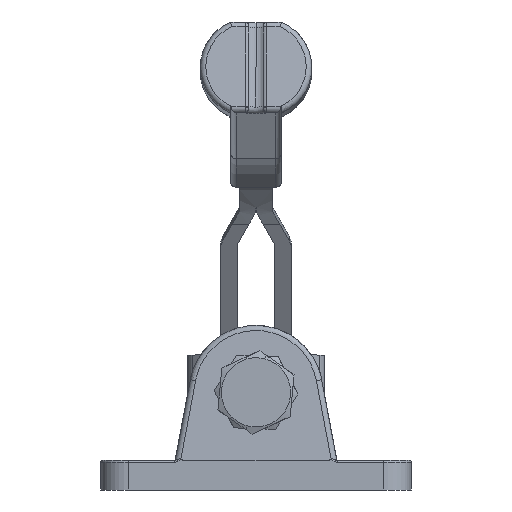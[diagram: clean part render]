
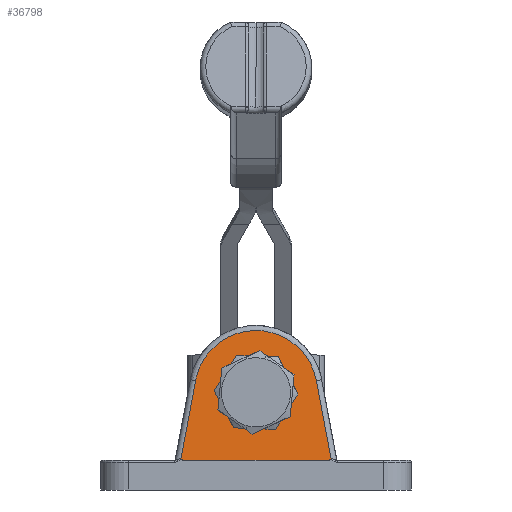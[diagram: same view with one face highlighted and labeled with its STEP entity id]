
A CAD part, left-side view. The second image highlights one B-rep face of the part: STEP entity #36798.
In plain terms, the highlighted planar face has unit normal (-0.996, 0, 0.087).
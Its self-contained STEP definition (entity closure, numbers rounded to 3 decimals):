
#5435 = CARTESIAN_POINT ( 'NONE',  ( 0.512, 27.8, 11.15 ) ) ;
#33408 = CARTESIAN_POINT ( 'NONE',  ( 1.623, 27.8, 23.85 ) ) ;
#33451 = CARTESIAN_POINT ( 'NONE',  ( 1.623, 27.8, 23.85 ) ) ;
#33452 = CARTESIAN_POINT ( 'NONE',  ( 1.623, 15.1, 23.85 ) ) ;
#33453 = CARTESIAN_POINT ( 'NONE',  ( 0.512, 15.1, 11.15 ) ) ;
#33454 = CARTESIAN_POINT ( 'NONE',  ( 0.512, 27.8, 11.15 ) ) ;
#33455 =( BOUNDED_CURVE ( )  B_SPLINE_CURVE ( 3, ( #33454, #33453, #33452, #33451 ),
 .UNSPECIFIED., .F., .T. ) 
 B_SPLINE_CURVE_WITH_KNOTS ( ( 4, 4 ),
 ( 0., 3.142 ),
 .UNSPECIFIED. ) 
 CURVE ( )  GEOMETRIC_REPRESENTATION_ITEM ( )  RATIONAL_B_SPLINE_CURVE ( ( 1., 0.333, 0.333, 1. ) ) 
 REPRESENTATION_ITEM ( '' )  );
#34136 = VERTEX_POINT ( 'NONE', #5435 ) ;
#34407 = CARTESIAN_POINT ( 'NONE',  ( 0., 55.6, 5.3 ) ) ;
#34408 = PLANE ( 'NONE',  #34409 ) ;
#34409 = AXIS2_PLACEMENT_3D ( 'NONE', #34407, #34428, #34427 ) ;
#34410 = FACE_BOUND ( 'NONE', #36871, .T. ) ;
#34411 = FACE_OUTER_BOUND ( 'NONE', #36800, .T. ) ;
#34423 = CARTESIAN_POINT ( 'NONE',  ( 0.018, 41.114, 5.504 ) ) ;
#34424 = B_SPLINE_CURVE_WITH_KNOTS ( 'NONE', 3,
 ( #34458, #34457, #34456, #34455, #34454, #34453, #34452, #34451, #34450, #34449 ),
 .UNSPECIFIED., .F., .F.,
 ( 4, 2, 2, 2, 4 ),
 ( 0., 0., 0., 0., 0. ),
 .UNSPECIFIED. ) ;
#34425 = CARTESIAN_POINT ( 'NONE',  ( 0.001, 40.922, 5.313 ) ) ;
#34427 = DIRECTION ( 'NONE',  ( -0.087, 0., -0.996 ) ) ;
#34428 = DIRECTION ( 'NONE',  ( 0.996, 0., -0.087 ) ) ;
#34449 = CARTESIAN_POINT ( 'NONE',  ( 0.001, 40.922, 5.313 ) ) ;
#34450 = CARTESIAN_POINT ( 'NONE',  ( 0.002, 40.918, 5.324 ) ) ;
#34451 = CARTESIAN_POINT ( 'NONE',  ( 0.003, 40.925, 5.336 ) ) ;
#34452 = CARTESIAN_POINT ( 'NONE',  ( 0.005, 40.937, 5.356 ) ) ;
#34453 = CARTESIAN_POINT ( 'NONE',  ( 0.006, 40.944, 5.365 ) ) ;
#34454 = CARTESIAN_POINT ( 'NONE',  ( 0.008, 40.967, 5.392 ) ) ;
#34455 = CARTESIAN_POINT ( 'NONE',  ( 0.009, 40.984, 5.409 ) ) ;
#34456 = CARTESIAN_POINT ( 'NONE',  ( 0.014, 41.035, 5.456 ) ) ;
#34457 = CARTESIAN_POINT ( 'NONE',  ( 0.016, 41.072, 5.483 ) ) ;
#34458 = CARTESIAN_POINT ( 'NONE',  ( 0.018, 41.114, 5.504 ) ) ;
#34487 = CARTESIAN_POINT ( 'NONE',  ( 0.512, 27.8, 11.15 ) ) ;
#34488 = CARTESIAN_POINT ( 'NONE',  ( 0.512, 40.5, 11.15 ) ) ;
#34489 = CARTESIAN_POINT ( 'NONE',  ( 1.623, 40.5, 23.85 ) ) ;
#34490 = CARTESIAN_POINT ( 'NONE',  ( 1.623, 27.8, 23.85 ) ) ;
#34491 =( BOUNDED_CURVE ( )  B_SPLINE_CURVE ( 3, ( #34490, #34489, #34488, #34487 ),
 .UNSPECIFIED., .F., .T. ) 
 B_SPLINE_CURVE_WITH_KNOTS ( ( 4, 4 ),
 ( 3.142, 6.283 ),
 .UNSPECIFIED. ) 
 CURVE ( )  GEOMETRIC_REPRESENTATION_ITEM ( )  RATIONAL_B_SPLINE_CURVE ( ( 1., 0.333, 0.333, 1. ) ) 
 REPRESENTATION_ITEM ( '' )  );
#34509 = CARTESIAN_POINT ( 'NONE',  ( 0.018, 41.114, 5.504 ) ) ;
#34510 = CARTESIAN_POINT ( 'NONE',  ( 0.02, 41.159, 5.527 ) ) ;
#34511 = CARTESIAN_POINT ( 'NONE',  ( 0.022, 41.203, 5.55 ) ) ;
#34512 = CARTESIAN_POINT ( 'NONE',  ( 0.024, 41.247, 5.574 ) ) ;
#34514 = B_SPLINE_CURVE_WITH_KNOTS ( 'NONE', 3,
 ( #34512, #34511, #34510, #34509 ),
 .UNSPECIFIED., .F., .F.,
 ( 4, 4 ),
 ( 0., 0. ),
 .UNSPECIFIED. ) ;
#34560 = CARTESIAN_POINT ( 'NONE',  ( 0.024, 14.353, 5.574 ) ) ;
#34561 = CARTESIAN_POINT ( 'NONE',  ( 0.022, 14.397, 5.55 ) ) ;
#34562 = CARTESIAN_POINT ( 'NONE',  ( 0.02, 14.441, 5.527 ) ) ;
#34563 = CARTESIAN_POINT ( 'NONE',  ( 0.018, 14.486, 5.504 ) ) ;
#34564 = CARTESIAN_POINT ( 'NONE',  ( 0.024, 14.353, 5.574 ) ) ;
#34565 = B_SPLINE_CURVE_WITH_KNOTS ( 'NONE', 3,
 ( #34563, #34562, #34561, #34560 ),
 .UNSPECIFIED., .F., .F.,
 ( 4, 4 ),
 ( 0.001, 0.001 ),
 .UNSPECIFIED. ) ;
#34611 = B_SPLINE_CURVE_WITH_KNOTS ( 'NONE', 3,
 ( #34665, #34664, #34663, #34662, #34661, #34660, #34659, #34658, #34657, #34656 ),
 .UNSPECIFIED., .F., .F.,
 ( 4, 2, 2, 2, 4 ),
 ( 0., 0., 0., 0., 0. ),
 .UNSPECIFIED. ) ;
#34638 = LINE ( 'NONE', #34687, #34686 ) ;
#34639 = CARTESIAN_POINT ( 'NONE',  ( 1.253, 38.611, 19.617 ) ) ;
#34656 = CARTESIAN_POINT ( 'NONE',  ( 0.018, 14.486, 5.504 ) ) ;
#34657 = CARTESIAN_POINT ( 'NONE',  ( 0.016, 14.528, 5.483 ) ) ;
#34658 = CARTESIAN_POINT ( 'NONE',  ( 0.014, 14.565, 5.455 ) ) ;
#34659 = CARTESIAN_POINT ( 'NONE',  ( 0.009, 14.617, 5.408 ) ) ;
#34660 = CARTESIAN_POINT ( 'NONE',  ( 0.008, 14.633, 5.392 ) ) ;
#34661 = CARTESIAN_POINT ( 'NONE',  ( 0.006, 14.655, 5.365 ) ) ;
#34662 = CARTESIAN_POINT ( 'NONE',  ( 0.005, 14.663, 5.356 ) ) ;
#34663 = CARTESIAN_POINT ( 'NONE',  ( 0.003, 14.675, 5.336 ) ) ;
#34664 = CARTESIAN_POINT ( 'NONE',  ( 0.002, 14.682, 5.325 ) ) ;
#34665 = CARTESIAN_POINT ( 'NONE',  ( 0.001, 14.678, 5.313 ) ) ;
#34673 = CARTESIAN_POINT ( 'NONE',  ( 0.018, 14.486, 5.504 ) ) ;
#34674 = CARTESIAN_POINT ( 'NONE',  ( 0.001, 14.678, 5.313 ) ) ;
#34675 = DIRECTION ( 'NONE',  ( 0., -1., 0. ) ) ;
#34676 = VECTOR ( 'NONE', #34675, 1000. ) ;
#34677 = CARTESIAN_POINT ( 'NONE',  ( 0.001, 55.6, 5.313 ) ) ;
#34678 = LINE ( 'NONE', #34677, #34676 ) ;
#34679 = CARTESIAN_POINT ( 'NONE',  ( 1.253, 16.989, 19.617 ) ) ;
#34680 = DIRECTION ( 'NONE',  ( 0.086, 0.184, 0.979 ) ) ;
#34681 = VECTOR ( 'NONE', #34680, 1000. ) ;
#34682 = CARTESIAN_POINT ( 'NONE',  ( 1.245, 16.973, 19.534 ) ) ;
#34683 = LINE ( 'NONE', #34682, #34681 ) ;
#34684 = CARTESIAN_POINT ( 'NONE',  ( 0.024, 41.247, 5.574 ) ) ;
#34685 = DIRECTION ( 'NONE',  ( -0.086, 0.184, -0.979 ) ) ;
#34686 = VECTOR ( 'NONE', #34685, 1000. ) ;
#34687 = CARTESIAN_POINT ( 'NONE',  ( -0.016, 41.333, 5.12 ) ) ;
#34689 = CARTESIAN_POINT ( 'NONE',  ( 1.253, 38.611, 19.617 ) ) ;
#34690 = CARTESIAN_POINT ( 'NONE',  ( 2.611, 35.697, 35.14 ) ) ;
#34691 = CARTESIAN_POINT ( 'NONE',  ( 2.611, 19.903, 35.14 ) ) ;
#34692 = CARTESIAN_POINT ( 'NONE',  ( 1.253, 16.989, 19.617 ) ) ;
#34693 =( BOUNDED_CURVE ( )  B_SPLINE_CURVE ( 3, ( #34692, #34691, #34690, #34689 ),
 .UNSPECIFIED., .F., .T. ) 
 B_SPLINE_CURVE_WITH_KNOTS ( ( 4, 4 ),
 ( 1.756, 4.527 ),
 .UNSPECIFIED. ) 
 CURVE ( )  GEOMETRIC_REPRESENTATION_ITEM ( )  RATIONAL_B_SPLINE_CURVE ( ( 1., 0.456, 0.456, 1. ) ) 
 REPRESENTATION_ITEM ( '' )  );
#35826 = EDGE_CURVE ( 'NONE', #34136, #35828, #33455, .T. ) ;
#35828 = VERTEX_POINT ( 'NONE', #33408 ) ;
#36798 = ADVANCED_FACE ( 'NONE', ( #34411, #34410 ), #34408, .F. ) ;
#36800 = EDGE_LOOP ( 'NONE', ( #36801, #36807, #36944, #36839, #36884, #36941, #36936, #36837 ) ) ;
#36801 = ORIENTED_EDGE ( 'NONE', *, *, #36803, .T. ) ;
#36803 = EDGE_CURVE ( 'NONE', #36805, #36806, #34424, .T. ) ;
#36805 = VERTEX_POINT ( 'NONE', #34423 ) ;
#36806 = VERTEX_POINT ( 'NONE', #34425 ) ;
#36807 = ORIENTED_EDGE ( 'NONE', *, *, #36942, .T. ) ;
#36821 = EDGE_CURVE ( 'NONE', #35828, #34136, #34491, .T. ) ;
#36837 = ORIENTED_EDGE ( 'NONE', *, *, #36838, .T. ) ;
#36838 = EDGE_CURVE ( 'NONE', #36938, #36805, #34514, .T. ) ;
#36839 = ORIENTED_EDGE ( 'NONE', *, *, #36882, .T. ) ;
#36871 = EDGE_LOOP ( 'NONE', ( #36872, #36873 ) ) ;
#36872 = ORIENTED_EDGE ( 'NONE', *, *, #36821, .F. ) ;
#36873 = ORIENTED_EDGE ( 'NONE', *, *, #35826, .F. ) ;
#36882 = EDGE_CURVE ( 'NONE', #36945, #36883, #34565, .T. ) ;
#36883 = VERTEX_POINT ( 'NONE', #34564 ) ;
#36884 = ORIENTED_EDGE ( 'NONE', *, *, #36939, .T. ) ;
#36922 = EDGE_CURVE ( 'NONE', #36943, #36945, #34611, .T. ) ;
#36934 = EDGE_CURVE ( 'NONE', #36940, #36935, #34693, .T. ) ;
#36935 = VERTEX_POINT ( 'NONE', #34639 ) ;
#36936 = ORIENTED_EDGE ( 'NONE', *, *, #36937, .T. ) ;
#36937 = EDGE_CURVE ( 'NONE', #36935, #36938, #34638, .T. ) ;
#36938 = VERTEX_POINT ( 'NONE', #34684 ) ;
#36939 = EDGE_CURVE ( 'NONE', #36883, #36940, #34683, .T. ) ;
#36940 = VERTEX_POINT ( 'NONE', #34679 ) ;
#36941 = ORIENTED_EDGE ( 'NONE', *, *, #36934, .T. ) ;
#36942 = EDGE_CURVE ( 'NONE', #36806, #36943, #34678, .T. ) ;
#36943 = VERTEX_POINT ( 'NONE', #34674 ) ;
#36944 = ORIENTED_EDGE ( 'NONE', *, *, #36922, .T. ) ;
#36945 = VERTEX_POINT ( 'NONE', #34673 ) ;
